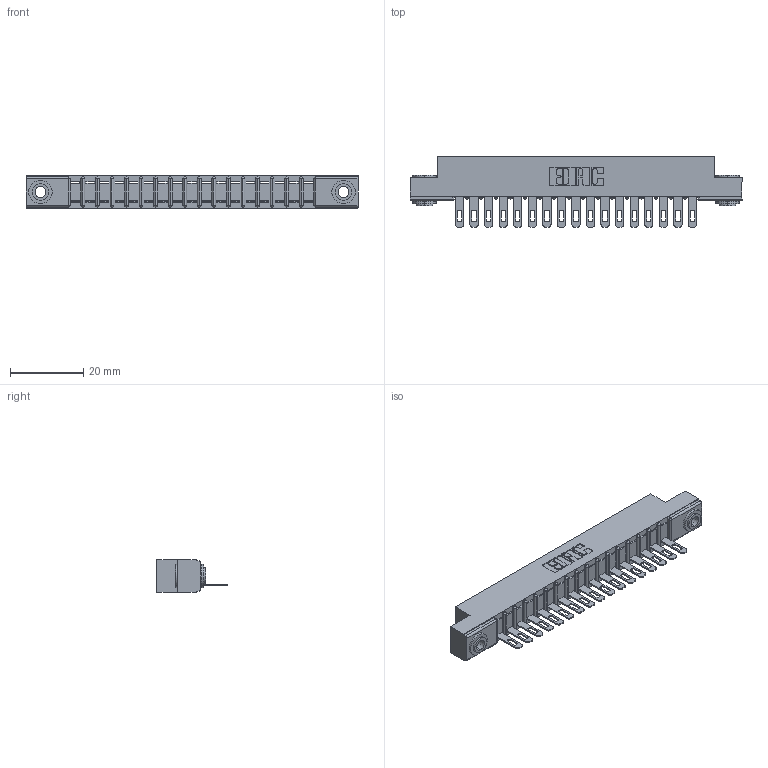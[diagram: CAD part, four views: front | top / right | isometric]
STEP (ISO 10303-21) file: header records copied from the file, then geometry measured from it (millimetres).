
FILE_DESCRIPTION (( 'STEP AP203' ), '1' );
FILE_NAME ('357-017-405-103.STEP', '2020-09-30T20:25:08', ( '' ), ( '' ), 'SwSTEP 2.0', 'SolidWorks 2020', '' );
FILE_SCHEMA (( 'CONFIG_CONTROL_DESIGN' ));
Length unit declared in the file: inch
Products named in the file (4): 307-290-001_505; 357-017-405-103; 345-250-002_345-250-002-102; 307 Part_.156 Dia Mounting Holes
Assembly tree (20 placements, depth 2):
  357-017-405-103
    307 Part_.156 Dia Mounting Holes
    307-290-001_505  x17
    345-250-002_345-250-002-102  x2
Bounding box: 90.37 x 19.18 x 8.71 mm (x, y, z)
Volume: 5742.6 mm3; surface area: 9104.9 mm2
Topology: 20 solids, 20 shells, 1140 faces, 3189 edges, 2050 vertices
Faces by surface type: plane 706, cylinder 390, sphere 36, cone 8
Entity records: 18695 total; most frequent: CARTESIAN_POINT 3117, ORIENTED_EDGE 3094, DIRECTION 3063, EDGE_CURVE 1547, VECTOR 1167, LINE 1167, VERTEX_POINT 1002, AXIS2_PLACEMENT_3D 948
